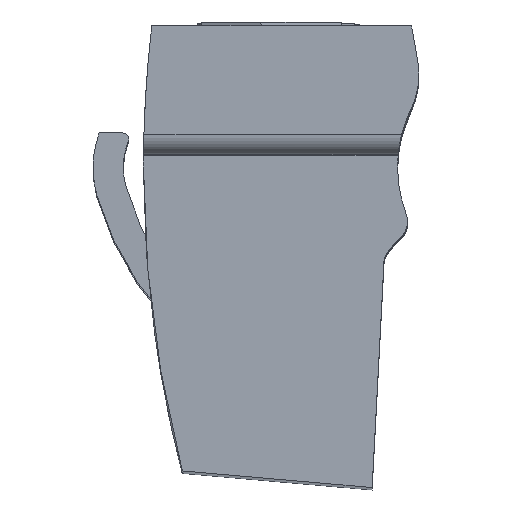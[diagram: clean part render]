
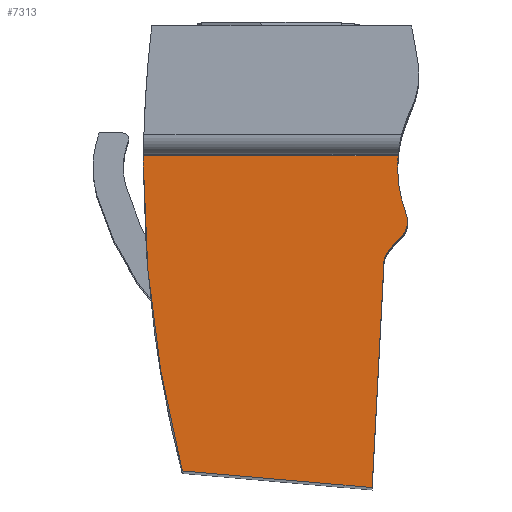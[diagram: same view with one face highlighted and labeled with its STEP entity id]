
A CAD part, top view. The second image highlights one B-rep face of the part: STEP entity #7313.
In plain terms, the highlighted planar face has unit normal (0, 0, 1).
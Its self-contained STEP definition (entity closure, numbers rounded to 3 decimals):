
#43 = EDGE_CURVE ( 'NONE', #14157, #19054, #6944, .T. ) ;
#517 = DIRECTION ( 'NONE',  ( 0., 0., -1. ) ) ;
#963 = CARTESIAN_POINT ( 'NONE',  ( -19.108, 0., 75. ) ) ;
#1530 = ORIENTED_EDGE ( 'NONE', *, *, #20116, .T. ) ;
#1586 = EDGE_CURVE ( 'NONE', #17845, #10068, #20146, .T. ) ;
#1629 = ORIENTED_EDGE ( 'NONE', *, *, #20846, .F. ) ;
#2247 = VECTOR ( 'NONE', #11179, 1000. ) ;
#2481 = CARTESIAN_POINT ( 'NONE',  ( -19.075, 0.572, 75. ) ) ;
#2510 = AXIS2_PLACEMENT_3D ( 'NONE', #7275, #16744, #5147 ) ;
#2937 = EDGE_CURVE ( 'NONE', #10068, #16234, #25329, .T. ) ;
#2982 = AXIS2_PLACEMENT_3D ( 'NONE', #6325, #22534, #7947 ) ;
#3185 = CARTESIAN_POINT ( 'NONE',  ( -6.5, 0., 75. ) ) ;
#4444 = ORIENTED_EDGE ( 'NONE', *, *, #20500, .T. ) ;
#5147 = DIRECTION ( 'NONE',  ( -1., 0., 0. ) ) ;
#6192 = CARTESIAN_POINT ( 'NONE',  ( -6.475, 0.572, 75. ) ) ;
#6325 = CARTESIAN_POINT ( 'NONE',  ( 0., 0., 75. ) ) ;
#6587 = ORIENTED_EDGE ( 'NONE', *, *, #29395, .F. ) ;
#6779 = EDGE_CURVE ( 'NONE', #27752, #17845, #7369, .T. ) ;
#6944 = CIRCLE ( 'NONE', #19123, 60. ) ;
#6952 = AXIS2_PLACEMENT_3D ( 'NONE', #10108, #517, #9963 ) ;
#7093 = EDGE_CURVE ( 'NONE', #16983, #27752, #26898, .T. ) ;
#7275 = CARTESIAN_POINT ( 'NONE',  ( 0., 0., 75. ) ) ;
#7313 = ADVANCED_FACE ( 'NONE', ( #29496 ), #8542, .F. ) ;
#7369 = CIRCLE ( 'NONE', #2510, 6.5 ) ;
#7947 = DIRECTION ( 'NONE',  ( -1., 0., 0. ) ) ;
#7979 = ORIENTED_EDGE ( 'NONE', *, *, #29849, .F. ) ;
#8336 = AXIS2_PLACEMENT_3D ( 'NONE', #19875, #8389, #17716 ) ;
#8389 = DIRECTION ( 'NONE',  ( 0., 0., -1. ) ) ;
#8542 = PLANE ( 'NONE',  #8336 ) ;
#8644 = CARTESIAN_POINT ( 'NONE',  ( -17.963, -15., 75. ) ) ;
#8687 = CARTESIAN_POINT ( 'NONE',  ( -6.067, -2.334, 75. ) ) ;
#9963 = DIRECTION ( 'NONE',  ( -1., 0., 0. ) ) ;
#10068 = VERTEX_POINT ( 'NONE', #20920 ) ;
#10108 = CARTESIAN_POINT ( 'NONE',  ( 40.892, 0., 75. ) ) ;
#10378 = DIRECTION ( 'NONE',  ( -1., 0., 0. ) ) ;
#10658 = ORIENTED_EDGE ( 'NONE', *, *, #43, .F. ) ;
#10888 = DIRECTION ( 'NONE',  ( 0., 0., -1. ) ) ;
#11179 = DIRECTION ( 'NONE',  ( -0.052, -0.999, 0. ) ) ;
#11495 = CARTESIAN_POINT ( 'NONE',  ( -7., -2.693, 75. ) ) ;
#11571 = CARTESIAN_POINT ( 'NONE',  ( -19.105, 0.572, 75. ) ) ;
#11978 = CARTESIAN_POINT ( 'NONE',  ( -7.763, -15.892, 75. ) ) ;
#13319 = DIRECTION ( 'NONE',  ( -1., 0., 0. ) ) ;
#13382 = ORIENTED_EDGE ( 'NONE', *, *, #2937, .F. ) ;
#14047 = ORIENTED_EDGE ( 'NONE', *, *, #7093, .F. ) ;
#14057 = LINE ( 'NONE', #2481, #20272 ) ;
#14157 = VERTEX_POINT ( 'NONE', #963 ) ;
#15726 = VECTOR ( 'NONE', #15982, 1000. ) ;
#15776 = CARTESIAN_POINT ( 'NONE',  ( -17.185, -15.068, 75. ) ) ;
#15982 = DIRECTION ( 'NONE',  ( -0.996, 0.087, 0. ) ) ;
#16234 = VERTEX_POINT ( 'NONE', #18331 ) ;
#16679 = VECTOR ( 'NONE', #22592, 1000. ) ;
#16703 = AXIS2_PLACEMENT_3D ( 'NONE', #11495, #10888, #13319 ) ;
#16744 = DIRECTION ( 'NONE',  ( 0., 0., 1. ) ) ;
#16983 = VERTEX_POINT ( 'NONE', #6192 ) ;
#17488 = VERTEX_POINT ( 'NONE', #15776 ) ;
#17716 = DIRECTION ( 'NONE',  ( -1., 0., 0. ) ) ;
#17845 = VERTEX_POINT ( 'NONE', #8687 ) ;
#18128 = LINE ( 'NONE', #8644, #15726 ) ;
#18331 = CARTESIAN_POINT ( 'NONE',  ( -6.912, -4.071, 75. ) ) ;
#19054 = VERTEX_POINT ( 'NONE', #11571 ) ;
#19123 = AXIS2_PLACEMENT_3D ( 'NONE', #27037, #26428, #10378 ) ;
#19875 = CARTESIAN_POINT ( 'NONE',  ( -21.608, -15.892, 75. ) ) ;
#20116 = EDGE_CURVE ( 'NONE', #16983, #19054, #14057, .T. ) ;
#20146 = CIRCLE ( 'NONE', #16703, 1. ) ;
#20156 = CARTESIAN_POINT ( 'NONE',  ( -7.158, -4.337, 75. ) ) ;
#20272 = VECTOR ( 'NONE', #23697, 1000. ) ;
#20500 = EDGE_CURVE ( 'NONE', #25567, #16234, #23681, .T. ) ;
#20846 = EDGE_CURVE ( 'NONE', #25567, #26280, #25397, .T. ) ;
#20920 = CARTESIAN_POINT ( 'NONE',  ( -6.266, -3.371, 75. ) ) ;
#21926 = DIRECTION ( 'NONE',  ( 0., 0., -1. ) ) ;
#22082 = CIRCLE ( 'NONE', #6952, 60. ) ;
#22534 = DIRECTION ( 'NONE',  ( 0., 0., 1. ) ) ;
#22592 = DIRECTION ( 'NONE',  ( -0.679, -0.734, 0. ) ) ;
#23681 = CIRCLE ( 'NONE', #29566, 1. ) ;
#23697 = DIRECTION ( 'NONE',  ( -1., 0., 0. ) ) ;
#24593 = ORIENTED_EDGE ( 'NONE', *, *, #6779, .F. ) ;
#24676 = CARTESIAN_POINT ( 'NONE',  ( -7.177, -4.698, 75. ) ) ;
#25139 = EDGE_LOOP ( 'NONE', ( #14047, #1530, #10658, #6587, #7979, #1629, #4444, #13382, #28768, #24593 ) ) ;
#25329 = LINE ( 'NONE', #20156, #16679 ) ;
#25397 = LINE ( 'NONE', #29993, #2247 ) ;
#25567 = VERTEX_POINT ( 'NONE', #24676 ) ;
#26280 = VERTEX_POINT ( 'NONE', #11978 ) ;
#26367 = CARTESIAN_POINT ( 'NONE',  ( -6.178, -4.75, 75. ) ) ;
#26428 = DIRECTION ( 'NONE',  ( 0., 0., -1. ) ) ;
#26898 = CIRCLE ( 'NONE', #2982, 6.5 ) ;
#27037 = CARTESIAN_POINT ( 'NONE',  ( 40.892, 0., 75. ) ) ;
#27752 = VERTEX_POINT ( 'NONE', #3185 ) ;
#28768 = ORIENTED_EDGE ( 'NONE', *, *, #1586, .F. ) ;
#29125 = DIRECTION ( 'NONE',  ( -1., 0., 0. ) ) ;
#29395 = EDGE_CURVE ( 'NONE', #17488, #14157, #22082, .T. ) ;
#29496 = FACE_OUTER_BOUND ( 'NONE', #25139, .T. ) ;
#29566 = AXIS2_PLACEMENT_3D ( 'NONE', #26367, #21926, #29125 ) ;
#29849 = EDGE_CURVE ( 'NONE', #26280, #17488, #18128, .T. ) ;
#29993 = CARTESIAN_POINT ( 'NONE',  ( -7.763, -15.892, 75. ) ) ;
